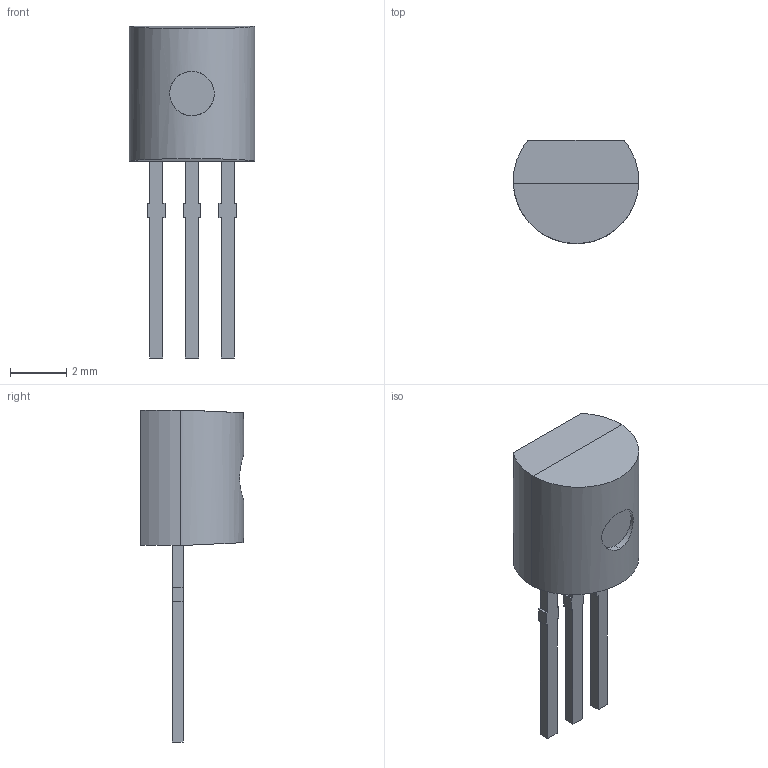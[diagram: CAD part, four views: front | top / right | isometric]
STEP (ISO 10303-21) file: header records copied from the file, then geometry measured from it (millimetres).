
FILE_DESCRIPTION (( 'STEP AP214' ), '1' );
FILE_NAME ('錨璃11.STEP', '2025-04-14T07:38:04', ( '' ), ( '' ), 'SwSTEP 2.0', 'SolidWorks 2021', '' );
FILE_SCHEMA (( 'AUTOMOTIVE_DESIGN' ));
Length unit declared in the file: millimetre
Products named in the file (1): 錨璃11
Bounding box: 4.48 x 3.68 x 11.84 mm (x, y, z)
Volume: 69.8 mm3; surface area: 130.1 mm2
Topology: 1 solids, 1 shells, 274 faces, 750 edges, 498 vertices
Faces by surface type: plane 171, bspline 98, cylinder 5
Entity records: 12186 total; most frequent: CARTESIAN_POINT 2869, ORIENTED_EDGE 1500, DIRECTION 910, EDGE_CURVE 750, VECTOR 536, LINE 536, VERTEX_POINT 498, EDGE_LOOP 294
